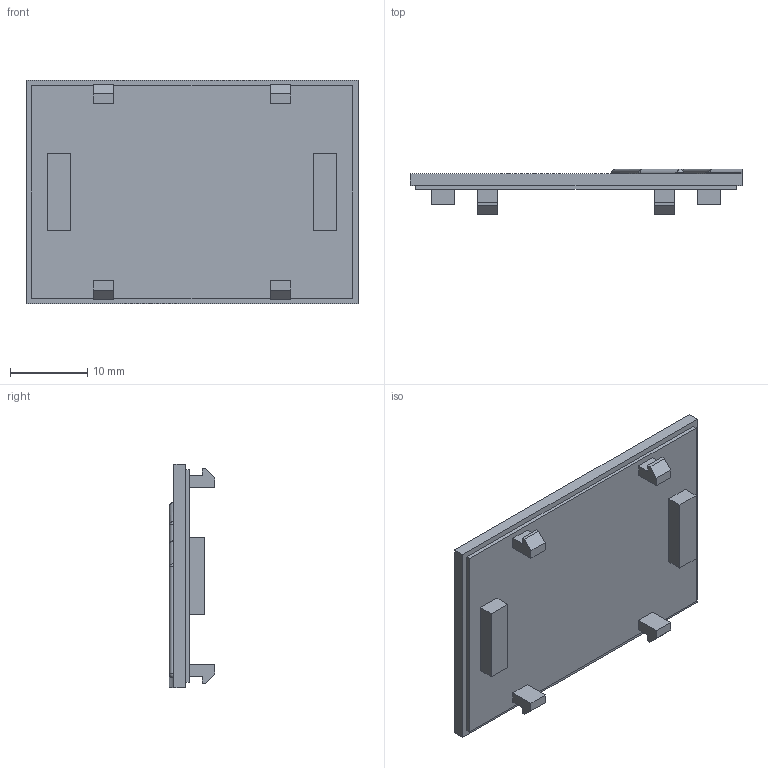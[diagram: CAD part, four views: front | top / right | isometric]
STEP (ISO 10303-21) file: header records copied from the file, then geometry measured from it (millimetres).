
FILE_DESCRIPTION(/* description */ (''),/* implementation_level */ '2;1');
FILE_NAME(/* name */ 'Gehäuse.stp',/* time_stamp */ '2016-07-19T08:14:38+02:00',/* author */ ('cem'),/* organization */ (''),/* preprocessor_version */ 'ST-DEVELOPER v15.2',/* originating_system */ 'Autodesk Inventor 2014',/* authorisation */ '');
FILE_SCHEMA (('AUTOMOTIVE_DESIGN { 1 0 10303 214 3 1 1 }'));
Length unit declared in the file: millimetre
Products named in the file (2): Deckel; Gehäuse
Bounding box: 43 x 5.9 x 29 mm (x, y, z)
Volume: 2750.7 mm3; surface area: 3057.4 mm2
Topology: 1 solids, 1 shells, 90 faces, 224 edges, 143 vertices
Faces by surface type: plane 66, cylinder 17, sphere 5, torus 2
Entity records: 2721 total; most frequent: CARTESIAN_POINT 460, ORIENTED_EDGE 448, DIRECTION 446, EDGE_CURVE 224, LINE 188, VECTOR 188, VERTEX_POINT 143, AXIS2_PLACEMENT_3D 129
